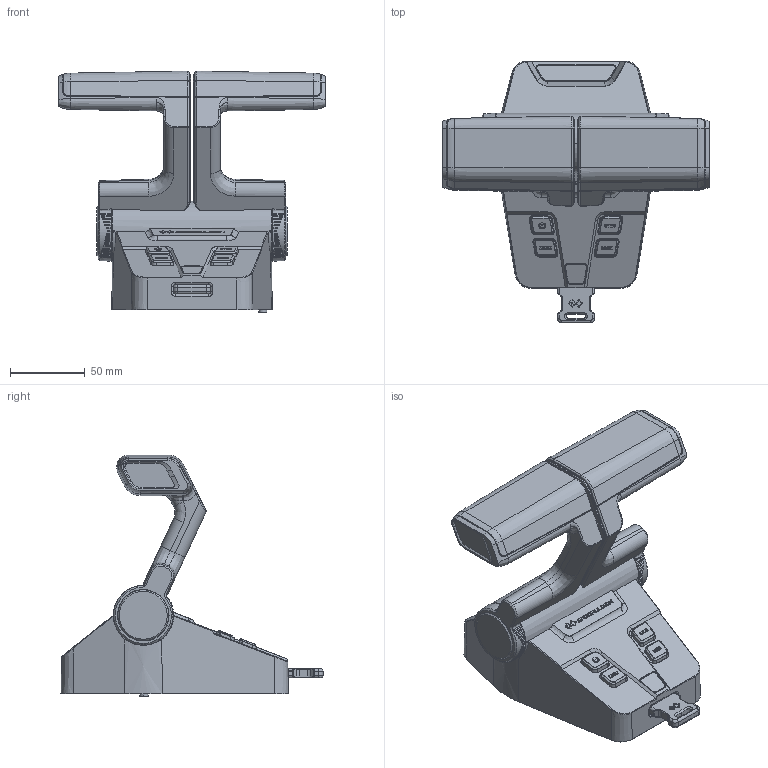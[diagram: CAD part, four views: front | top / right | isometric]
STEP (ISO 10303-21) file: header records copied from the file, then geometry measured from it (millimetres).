
FILE_DESCRIPTION (( 'STEP AP214' ), '1' );
FILE_NAME ('邧堈紱Dual Remote Control.STEP', '2021-11-11T09:46:50', ( 'China' ), ( 'Microsoft' ), 'SwSTEP 2.0', 'SolidWorks 2016', '' );
FILE_SCHEMA (( 'AUTOMOTIVE_DESIGN' ));
Length unit declared in the file: millimetre
Products named in the file (1): 邧堈紱Dual Remote Control
Bounding box: 178.01 x 174.91 x 161.43 mm (x, y, z)
Surface area: 105567.8 mm2 (no closed solid volume)
Topology: 0 solids, 90 shells, 1207 faces, 3918 edges, 2722 vertices
Faces by surface type: cylinder 385, plane 322, bspline 254, cone 101, torus 94, sphere 51
Entity records: 90811 total; most frequent: CARTESIAN_POINT 48112, ORIENTED_EDGE 6338, DIRECTION 4758, EDGE_CURVE 3885, VERTEX_POINT 2718, AXIS2_PLACEMENT_3D 1784, B_SPLINE_CURVE_WITH_KNOTS 1695, EDGE_LOOP 1318
